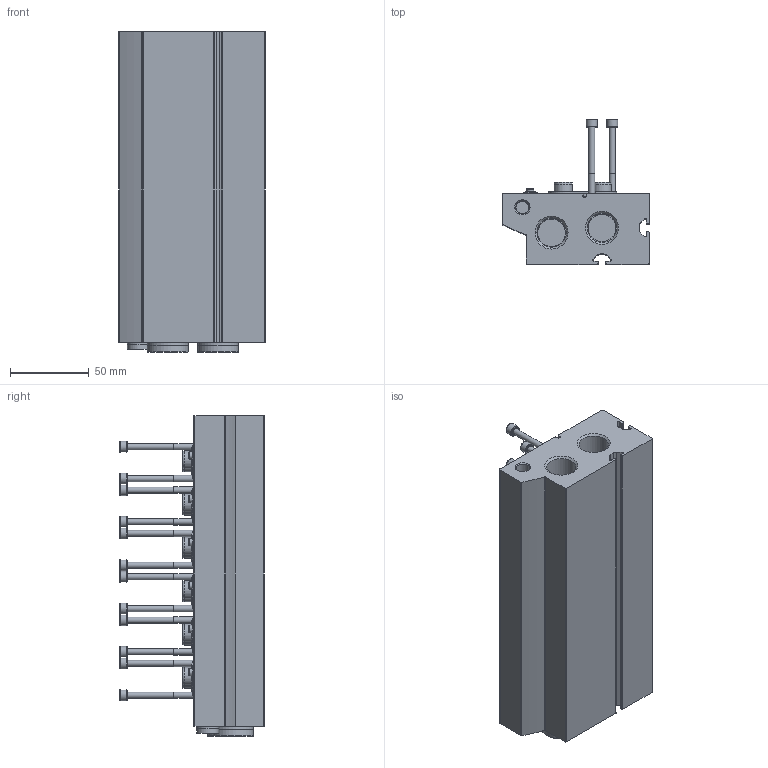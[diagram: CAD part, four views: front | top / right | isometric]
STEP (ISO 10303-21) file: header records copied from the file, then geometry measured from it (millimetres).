
FILE_DESCRIPTION(/* description */ ('STEP AP214'),/* implementation_level */ '2;1');
FILE_NAME(/* name */ '8026283_VABM-B10-25E-G12-6-P3',/* time_stamp */ '2024-09-15T21:43:10+02:00',/* author */ ('License CC BY-ND 4.0'),/* organization */ ('CADENAS'),/* preprocessor_version */ 'ST-DEVELOPER v19.3',/* originating_system */ 'PARTsolutions',/* authorisation */ ' ');
FILE_SCHEMA (('AUTOMOTIVE_DESIGN {1 0 10303 214 3 1 1}'));
Length unit declared in the file: millimetre
Products named in the file (7): 8026283 VABM-B10-25E-G12-6-P3; 8026283 VABM-B10-25E-G12-6-P3---(M); 1841565 VUVS-G14-2---(S); 2833735 F-M4x50-10.9; 1743809 VUVS-M5---(S); 3571 B-1/2---(Plug); 3568 B-1/8---(Plug)
Assembly tree (28 placements, depth 2):
  8026283 VABM-B10-25E-G12-6-P3
    8026283 VABM-B10-25E-G12-6-P3---(M)
    1841565 VUVS-G14-2---(S)  x6
    2833735 F-M4x50-10.9  x12
    1743809 VUVS-M5---(S)  x6
    3571 B-1/2---(Plug)  x2
    3568 B-1/8---(Plug)
Bounding box: 93 x 91.8 x 203.35 mm (x, y, z)
Volume: 647773.7 mm3; surface area: 135174.9 mm2
Topology: 28 solids, 28 shells, 1108 faces, 2609 edges, 1659 vertices
Faces by surface type: plane 526, cylinder 334, cone 197, torus 51
Full cylindrical faces by diameter (mm): 2.9 x6, 3.242 x13, 3.5 x1, 3.9 x12, 4 x12, 4.134 x3, 4.2 x6, 4.6 x6, 5.5 x4, 6.1 x6, 7 x24, 8.2 x1, 8.566 x2, 8.6 x12, 9 x6, 9.728 x1, 11.6 x12, 12.6 x1, 14 x2, 14.6 x12, 17.6 x2, 18.631 x4, 20.955 x2, 23.4 x2, 26 x4
Entity records: 10450 total; most frequent: CARTESIAN_POINT 1980, DIRECTION 1782, ORIENTED_EDGE 1420, AXIS2_PLACEMENT_3D 711, EDGE_CURVE 710, FACE_BOUND 611, EDGE_LOOP 594, VERTEX_POINT 549
